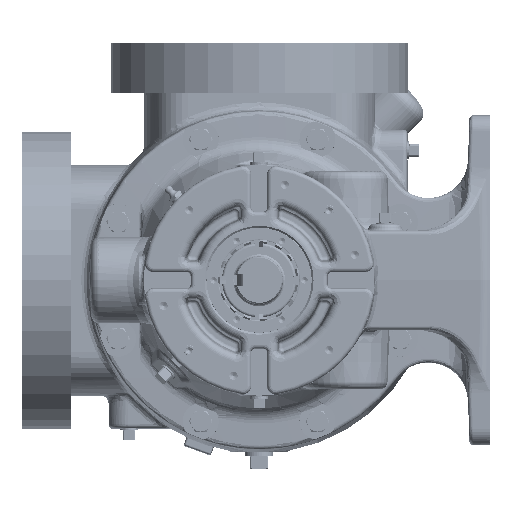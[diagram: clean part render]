
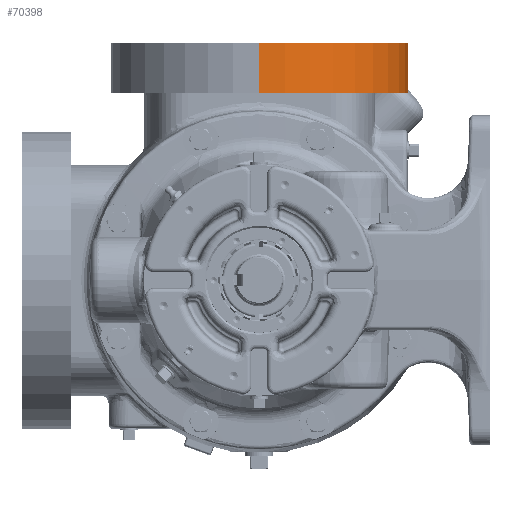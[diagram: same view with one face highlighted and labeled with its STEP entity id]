
A CAD part, left-side view. The second image highlights one B-rep face of the part: STEP entity #70398.
In plain terms, the highlighted cylindrical face has radius 114.3 mm (diameter 228.6 mm), a partial arc.
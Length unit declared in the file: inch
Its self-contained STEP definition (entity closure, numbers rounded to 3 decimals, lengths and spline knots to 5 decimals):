
#5217 = CIRCLE ( 'NONE', #132498, 4.5 ) ;
#14438 = CARTESIAN_POINT ( 'NONE',  ( 7.845, 0., 7.1875 ) ) ;
#23519 = ORIENTED_EDGE ( 'NONE', *, *, #112065, .T. ) ;
#25448 = DIRECTION ( 'NONE',  ( -1., 0., 0. ) ) ;
#27037 = VERTEX_POINT ( 'NONE', #14438 ) ;
#29985 = EDGE_CURVE ( 'NONE', #27037, #181025, #5217, .T. ) ;
#38535 = AXIS2_PLACEMENT_3D ( 'NONE', #169208, #115548, #67055 ) ;
#58999 = FACE_OUTER_BOUND ( 'NONE', #173735, .T. ) ;
#61795 = VECTOR ( 'NONE', #144426, 39.37008 ) ;
#66510 = CARTESIAN_POINT ( 'NONE',  ( -1.155, 0., 5.23278 ) ) ;
#67055 = DIRECTION ( 'NONE',  ( -1., 0., 0. ) ) ;
#70398 = ADVANCED_FACE ( 'NONE', ( #58999 ), #167956, .T. ) ;
#90688 = CARTESIAN_POINT ( 'NONE',  ( -1.155, 0., 7.1875 ) ) ;
#111473 = CARTESIAN_POINT ( 'NONE',  ( 7.845, 0., 5.6875 ) ) ;
#112065 = EDGE_CURVE ( 'NONE', #181025, #254783, #165277, .T. ) ;
#115548 = DIRECTION ( 'NONE',  ( 0., 0., -1. ) ) ;
#115821 = CIRCLE ( 'NONE', #38535, 4.5 ) ;
#132498 = AXIS2_PLACEMENT_3D ( 'NONE', #321143, #239856, #25448 ) ;
#144426 = DIRECTION ( 'NONE',  ( 0., 0., -1. ) ) ;
#164331 = EDGE_CURVE ( 'NONE', #325871, #254783, #115821, .T. ) ;
#164554 = CARTESIAN_POINT ( 'NONE',  ( 3.345, 0., 5.23278 ) ) ;
#165277 = LINE ( 'NONE', #66510, #61795 ) ;
#167956 = CYLINDRICAL_SURFACE ( 'NONE', #261599, 4.5 ) ;
#169208 = CARTESIAN_POINT ( 'NONE',  ( 3.345, 0., 5.6875 ) ) ;
#173735 = EDGE_LOOP ( 'NONE', ( #190817, #297315, #23519, #186576 ) ) ;
#181025 = VERTEX_POINT ( 'NONE', #90688 ) ;
#186576 = ORIENTED_EDGE ( 'NONE', *, *, #164331, .F. ) ;
#190817 = ORIENTED_EDGE ( 'NONE', *, *, #243086, .F. ) ;
#210017 = LINE ( 'NONE', #256908, #305872 ) ;
#239856 = DIRECTION ( 'NONE',  ( 0., 0., -1. ) ) ;
#243086 = EDGE_CURVE ( 'NONE', #27037, #325871, #210017, .T. ) ;
#247370 = DIRECTION ( 'NONE',  ( -1., 0., 0. ) ) ;
#254783 = VERTEX_POINT ( 'NONE', #325564 ) ;
#256908 = CARTESIAN_POINT ( 'NONE',  ( 7.845, 0., 5.23278 ) ) ;
#261599 = AXIS2_PLACEMENT_3D ( 'NONE', #164554, #273360, #247370 ) ;
#273360 = DIRECTION ( 'NONE',  ( 0., 0., -1. ) ) ;
#297315 = ORIENTED_EDGE ( 'NONE', *, *, #29985, .T. ) ;
#305872 = VECTOR ( 'NONE', #336401, 39.37008 ) ;
#321143 = CARTESIAN_POINT ( 'NONE',  ( 3.345, 0., 7.1875 ) ) ;
#325564 = CARTESIAN_POINT ( 'NONE',  ( -1.155, 0., 5.6875 ) ) ;
#325871 = VERTEX_POINT ( 'NONE', #111473 ) ;
#336401 = DIRECTION ( 'NONE',  ( 0., 0., -1. ) ) ;
